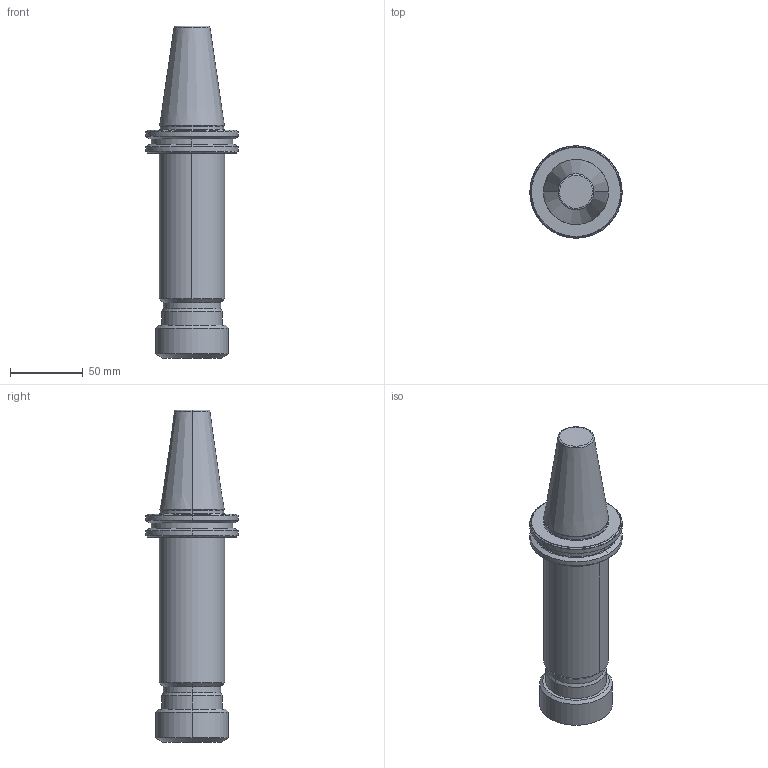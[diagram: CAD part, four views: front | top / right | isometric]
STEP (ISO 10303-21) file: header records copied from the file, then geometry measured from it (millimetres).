
FILE_DESCRIPTION (( 'STEP AP203' ), '1' );
FILE_NAME ('SK 40 ER 32 160 AD-6.3G15000 SL.STEP', '2019-04-25T10:40:27', ( '' ), ( '' ), 'SwSTEP 2.0', 'SolidWorks 2014', '' );
FILE_SCHEMA (( 'CONFIG_CONTROL_DESIGN' ));
Length unit declared in the file: millimetre
Products named in the file (1): SK 40 ER 32 160 AD-6.3G15000 SL
Bounding box: 63.5 x 63.5 x 228.4 mm (x, y, z)
Volume: 343384 mm3; surface area: 37609.6 mm2
Topology: 1 solids, 1 shells, 84 faces, 195 edges, 118 vertices
Faces by surface type: cone 29, bspline 20, cylinder 16, torus 12, plane 7
Entity records: 3320 total; most frequent: CARTESIAN_POINT 1462, ORIENTED_EDGE 390, DIRECTION 363, EDGE_CURVE 195, AXIS2_PLACEMENT_3D 165, VERTEX_POINT 118, CIRCLE 100, EDGE_LOOP 89
